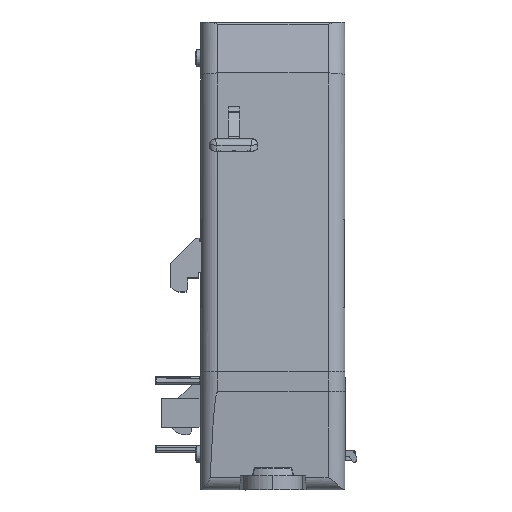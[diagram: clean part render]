
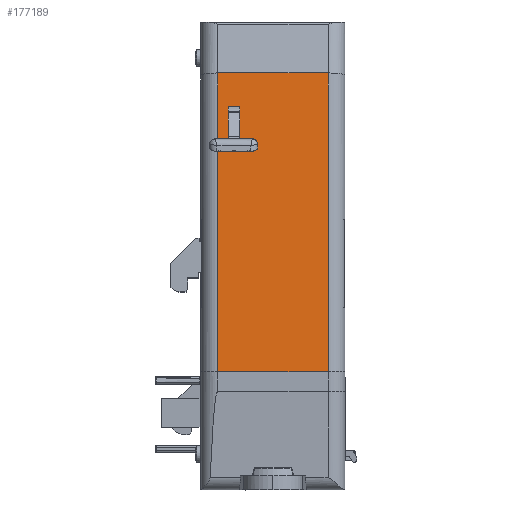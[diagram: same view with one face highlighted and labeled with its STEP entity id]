
A CAD part, front view. The second image highlights one B-rep face of the part: STEP entity #177189.
In plain terms, the highlighted planar face has unit normal (0, -0.999, 0.044).
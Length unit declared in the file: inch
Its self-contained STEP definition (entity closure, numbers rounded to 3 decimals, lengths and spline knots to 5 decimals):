
#31 = CARTESIAN_POINT ( 'NONE',  ( -0.27108, -1.91795, 2.50855 ) ) ;
#663 = CARTESIAN_POINT ( 'NONE',  ( -0.2317, -1.92995, 2.23368 ) ) ;
#9099 = CARTESIAN_POINT ( 'NONE',  ( 0.5, -1.99846, 0.66455 ) ) ;
#12335 = EDGE_CURVE ( 'NONE', #127373, #155280, #92070, .T. ) ;
#16427 = CARTESIAN_POINT ( 'NONE',  ( -0.2317, -1.91795, 2.50855 ) ) ;
#21425 = DIRECTION ( 'NONE',  ( -1., 0., 0. ) ) ;
#23514 = VERTEX_POINT ( 'NONE', #30149 ) ;
#27579 = CARTESIAN_POINT ( 'NONE',  ( 0.5, -2.09604, -1.57051 ) ) ;
#27735 = DIRECTION ( 'NONE',  ( 1., 0., 0. ) ) ;
#29299 = LINE ( 'NONE', #55379, #169026 ) ;
#30149 = CARTESIAN_POINT ( 'NONE',  ( -0.38287, -1.99846, 0.66455 ) ) ;
#36539 = CARTESIAN_POINT ( 'NONE',  ( 0.38287, -2.09604, -1.57051 ) ) ;
#41929 = EDGE_CURVE ( 'NONE', #86057, #177425, #174659, .T. ) ;
#42451 = CARTESIAN_POINT ( 'NONE',  ( -0.31046, -1.91795, 2.50855 ) ) ;
#43900 = VECTOR ( 'NONE', #66252, 39.37008 ) ;
#45165 = CARTESIAN_POINT ( 'NONE',  ( 0.38287, -1.99846, 0.66455 ) ) ;
#47605 = EDGE_LOOP ( 'NONE', ( #127553, #112532, #179193, #171478 ) ) ;
#50492 = LINE ( 'NONE', #36539, #43900 ) ;
#54417 = VECTOR ( 'NONE', #107645, 39.37008 ) ;
#55309 = VECTOR ( 'NONE', #65744, 39.37008 ) ;
#55379 = CARTESIAN_POINT ( 'NONE',  ( -0.2317, -2.09604, -1.57051 ) ) ;
#56547 = CARTESIAN_POINT ( 'NONE',  ( 0.5, -1.92995, 2.23368 ) ) ;
#63502 = EDGE_LOOP ( 'NONE', ( #134129, #103325, #82352, #107083 ) ) ;
#65744 = DIRECTION ( 'NONE',  ( -1., 0., 0. ) ) ;
#66252 = DIRECTION ( 'NONE',  ( 0., 0.044, 0.999 ) ) ;
#66927 = CARTESIAN_POINT ( 'NONE',  ( -0.31046, -1.92995, 2.23368 ) ) ;
#70128 = VECTOR ( 'NONE', #21425, 39.37008 ) ;
#72212 = VERTEX_POINT ( 'NONE', #45165 ) ;
#73217 = LINE ( 'NONE', #56547, #94006 ) ;
#73350 = EDGE_CURVE ( 'NONE', #80191, #160366, #29299, .T. ) ;
#80191 = VERTEX_POINT ( 'NONE', #16427 ) ;
#80854 = AXIS2_PLACEMENT_3D ( 'NONE', #27579, #82450, #168729 ) ;
#82352 = ORIENTED_EDGE ( 'NONE', *, *, #12335, .T. ) ;
#82450 = DIRECTION ( 'NONE',  ( 0., -0.999, 0.044 ) ) ;
#86057 = VERTEX_POINT ( 'NONE', #66927 ) ;
#91891 = CARTESIAN_POINT ( 'NONE',  ( -0.38287, -1.99846, 0.66455 ) ) ;
#92070 = LINE ( 'NONE', #148672, #70128 ) ;
#93968 = EDGE_CURVE ( 'NONE', #86057, #160366, #73217, .T. ) ;
#94006 = VECTOR ( 'NONE', #27735, 39.37008 ) ;
#98238 = FACE_BOUND ( 'NONE', #47605, .T. ) ;
#102325 = DIRECTION ( 'NONE',  ( 0., 0.044, 0.999 ) ) ;
#103325 = ORIENTED_EDGE ( 'NONE', *, *, #149234, .T. ) ;
#105070 = CARTESIAN_POINT ( 'NONE',  ( -0.31046, -2.09604, -1.57051 ) ) ;
#107083 = ORIENTED_EDGE ( 'NONE', *, *, #170164, .T. ) ;
#107645 = DIRECTION ( 'NONE',  ( 0., -0.044, -0.999 ) ) ;
#108186 = EDGE_CURVE ( 'NONE', #80191, #177425, #124515, .T. ) ;
#110270 = CARTESIAN_POINT ( 'NONE',  ( 0.38287, -1.90791, 2.73853 ) ) ;
#112532 = ORIENTED_EDGE ( 'NONE', *, *, #73350, .T. ) ;
#121544 = LINE ( 'NONE', #91891, #54417 ) ;
#124515 = LINE ( 'NONE', #31, #137196 ) ;
#127373 = VERTEX_POINT ( 'NONE', #110270 ) ;
#127553 = ORIENTED_EDGE ( 'NONE', *, *, #108186, .F. ) ;
#134129 = ORIENTED_EDGE ( 'NONE', *, *, #147512, .F. ) ;
#136303 = LINE ( 'NONE', #9099, #55309 ) ;
#137196 = VECTOR ( 'NONE', #169022, 39.37008 ) ;
#147512 = EDGE_CURVE ( 'NONE', #72212, #23514, #136303, .T. ) ;
#148672 = CARTESIAN_POINT ( 'NONE',  ( 0.5, -1.90791, 2.73853 ) ) ;
#149234 = EDGE_CURVE ( 'NONE', #72212, #127373, #50492, .T. ) ;
#153909 = PLANE ( 'NONE',  #80854 ) ;
#154912 = CARTESIAN_POINT ( 'NONE',  ( -0.38287, -1.90791, 2.73853 ) ) ;
#155280 = VERTEX_POINT ( 'NONE', #154912 ) ;
#159524 = VECTOR ( 'NONE', #102325, 39.37008 ) ;
#160366 = VERTEX_POINT ( 'NONE', #663 ) ;
#165103 = FACE_OUTER_BOUND ( 'NONE', #63502, .T. ) ;
#168618 = DIRECTION ( 'NONE',  ( 0., -0.044, -0.999 ) ) ;
#168729 = DIRECTION ( 'NONE',  ( -1., 0., 0. ) ) ;
#169022 = DIRECTION ( 'NONE',  ( -1., 0., 0. ) ) ;
#169026 = VECTOR ( 'NONE', #168618, 39.37008 ) ;
#170164 = EDGE_CURVE ( 'NONE', #155280, #23514, #121544, .T. ) ;
#171478 = ORIENTED_EDGE ( 'NONE', *, *, #41929, .T. ) ;
#174659 = LINE ( 'NONE', #105070, #159524 ) ;
#177189 = ADVANCED_FACE ( 'NONE', ( #165103, #98238 ), #153909, .T. ) ;
#177425 = VERTEX_POINT ( 'NONE', #42451 ) ;
#179193 = ORIENTED_EDGE ( 'NONE', *, *, #93968, .F. ) ;
